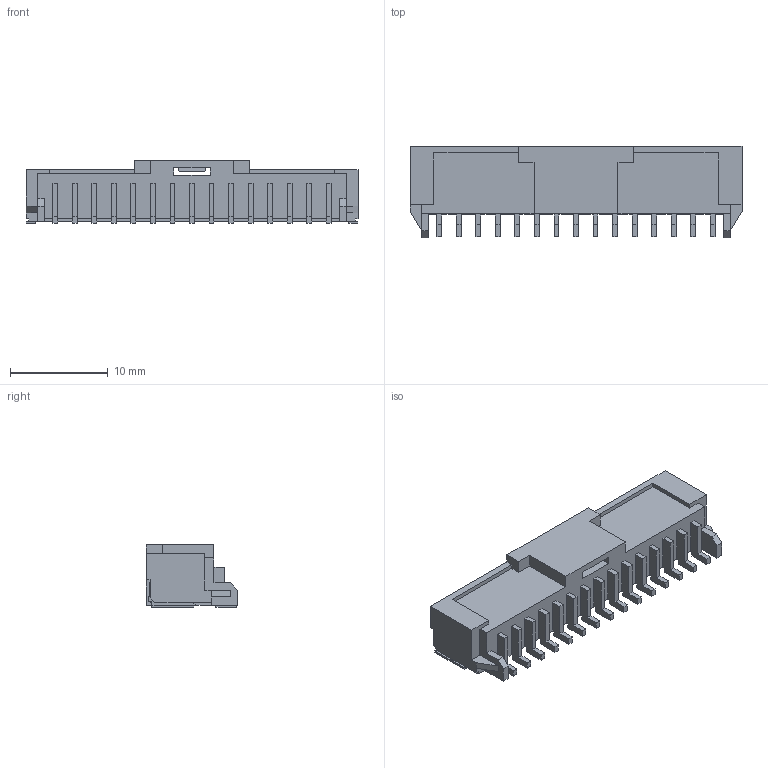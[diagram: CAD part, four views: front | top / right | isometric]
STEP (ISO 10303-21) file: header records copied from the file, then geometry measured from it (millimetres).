
FILE_DESCRIPTION((''),'2;1');
FILE_NAME('5023521500','2017-05-30T',('ksrinivasara'),(''),'PRO/ENGINEER BY PARAMETRIC TECHNOLOGY CORPORATION, 2012310','PRO/ENGINEER BY PARAMETRIC TECHNOLOGY CORPORATION, 2012310','');
FILE_SCHEMA(('CONFIG_CONTROL_DESIGN'));
Length unit declared in the file: millimetre
Products named in the file (1): 5023521500
Bounding box: 34 x 9.4 x 6.4 mm (x, y, z)
Volume: 646.8 mm3; surface area: 1754.8 mm2
Topology: 1 solids, 1 shells, 467 faces, 1332 edges, 878 vertices
Faces by surface type: plane 465, cylinder 2
Entity records: 14730 total; most frequent: CARTESIAN_POINT 2610, ORIENTED_EDGE 2528, DIRECTION 2272, VECTOR 1328, LINE 1328, EDGE_CURVE 1264, VERTEX_POINT 810, EDGE_LOOP 488
